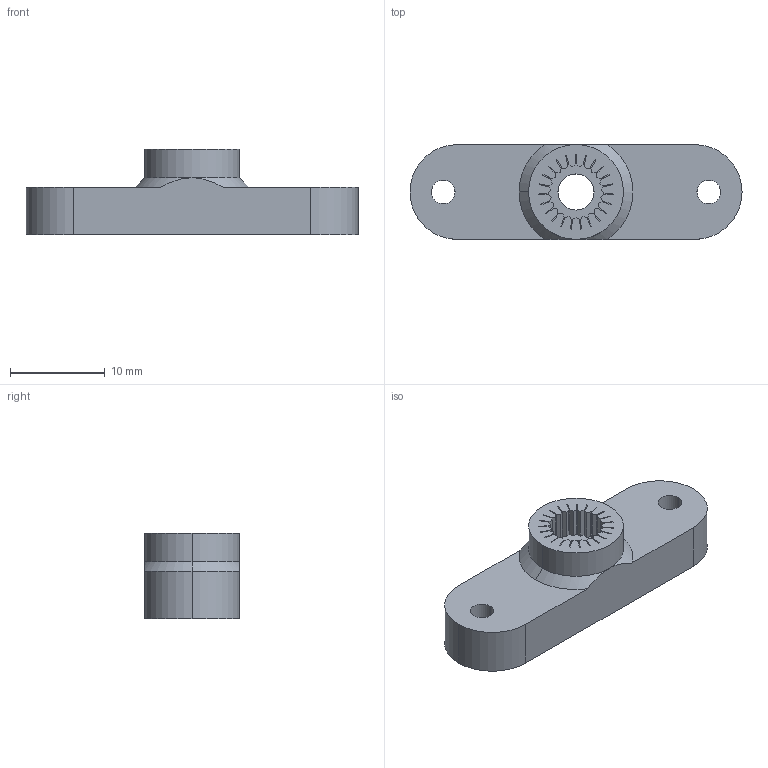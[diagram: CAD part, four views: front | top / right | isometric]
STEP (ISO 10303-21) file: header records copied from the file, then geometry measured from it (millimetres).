
FILE_DESCRIPTION (( 'STEP AP214' ), '1' );
FILE_NAME ('arm_horn_wire.STEP', '2024-12-06T16:24:46', ( '' ), ( '' ), 'SwSTEP 2.0', 'SolidWorks 2024', '' );
FILE_SCHEMA (( 'AUTOMOTIVE_DESIGN' ));
Length unit declared in the file: millimetre
Products named in the file (1): arm_horn_wire
Bounding box: 35 x 10 x 9 mm (x, y, z)
Volume: 1768 mm3; surface area: 1502.8 mm2
Topology: 1 solids, 1 shells, 136 faces, 396 edges, 263 vertices
Faces by surface type: plane 122, cylinder 11, cone 3
Entity records: 4474 total; most frequent: CARTESIAN_POINT 820, ORIENTED_EDGE 792, DIRECTION 693, EDGE_CURVE 396, LINE 365, VECTOR 365, VERTEX_POINT 263, AXIS2_PLACEMENT_3D 164
